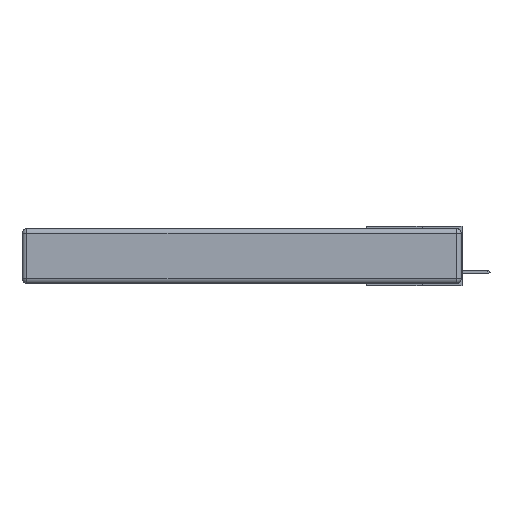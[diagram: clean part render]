
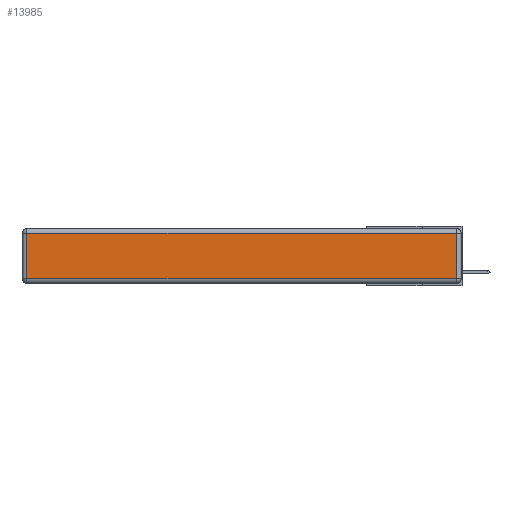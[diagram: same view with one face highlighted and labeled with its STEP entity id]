
A CAD part, left-side view. The second image highlights one B-rep face of the part: STEP entity #13985.
In plain terms, the highlighted planar face has unit normal (-1, 0, 0).
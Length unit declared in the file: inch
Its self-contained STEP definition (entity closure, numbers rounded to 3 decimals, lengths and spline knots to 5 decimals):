
#1153 = CARTESIAN_POINT ( 'NONE',  ( 0., 2.72, -0.343 ) ) ;
#1638 = ORIENTED_EDGE ( 'NONE', *, *, #21070, .T. ) ;
#3418 = VERTEX_POINT ( 'NONE', #5143 ) ;
#3672 = EDGE_CURVE ( 'NONE', #13957, #15634, #24375, .T. ) ;
#4926 = AXIS2_PLACEMENT_3D ( 'NONE', #5717, #20314, #27960 ) ;
#5143 = CARTESIAN_POINT ( 'NONE',  ( 0., 2.72, -0.03 ) ) ;
#5717 = CARTESIAN_POINT ( 'NONE',  ( 0., 0., -0.343 ) ) ;
#5897 = ORIENTED_EDGE ( 'NONE', *, *, #15937, .T. ) ;
#6985 = LINE ( 'NONE', #19062, #26379 ) ;
#8479 = DIRECTION ( 'NONE',  ( 0., 1., 0. ) ) ;
#10918 = FACE_OUTER_BOUND ( 'NONE', #22343, .T. ) ;
#11889 = VECTOR ( 'NONE', #25088, 39.37008 ) ;
#12196 = ORIENTED_EDGE ( 'NONE', *, *, #3672, .T. ) ;
#13957 = VERTEX_POINT ( 'NONE', #22937 ) ;
#13985 = ADVANCED_FACE ( 'NONE', ( #10918 ), #25506, .T. ) ;
#15634 = VERTEX_POINT ( 'NONE', #24673 ) ;
#15937 = EDGE_CURVE ( 'NONE', #3418, #31626, #20277, .T. ) ;
#16869 = EDGE_CURVE ( 'NONE', #15634, #3418, #29412, .T. ) ;
#19062 = CARTESIAN_POINT ( 'NONE',  ( 0., 0., -0.313 ) ) ;
#20277 = LINE ( 'NONE', #1153, #11889 ) ;
#20314 = DIRECTION ( 'NONE',  ( -1., 0., 0. ) ) ;
#21070 = EDGE_CURVE ( 'NONE', #31626, #13957, #6985, .T. ) ;
#22343 = EDGE_LOOP ( 'NONE', ( #1638, #12196, #29540, #5897 ) ) ;
#22697 = CARTESIAN_POINT ( 'NONE',  ( 0., 2.72, -0.313 ) ) ;
#22937 = CARTESIAN_POINT ( 'NONE',  ( 0., 0.03, -0.313 ) ) ;
#24375 = LINE ( 'NONE', #31232, #30518 ) ;
#24673 = CARTESIAN_POINT ( 'NONE',  ( 0., 0.03, -0.03 ) ) ;
#25088 = DIRECTION ( 'NONE',  ( 0., 0., -1. ) ) ;
#25506 = PLANE ( 'NONE',  #4926 ) ;
#26379 = VECTOR ( 'NONE', #30935, 39.37008 ) ;
#27872 = VECTOR ( 'NONE', #8479, 39.37008 ) ;
#27960 = DIRECTION ( 'NONE',  ( 0., 0., 1. ) ) ;
#29365 = DIRECTION ( 'NONE',  ( 0., 0., 1. ) ) ;
#29412 = LINE ( 'NONE', #30310, #27872 ) ;
#29540 = ORIENTED_EDGE ( 'NONE', *, *, #16869, .T. ) ;
#30310 = CARTESIAN_POINT ( 'NONE',  ( 0., 2.75, -0.03 ) ) ;
#30518 = VECTOR ( 'NONE', #29365, 39.37008 ) ;
#30935 = DIRECTION ( 'NONE',  ( 0., -1., 0. ) ) ;
#31232 = CARTESIAN_POINT ( 'NONE',  ( 0., 0.03, -0.343 ) ) ;
#31626 = VERTEX_POINT ( 'NONE', #22697 ) ;
